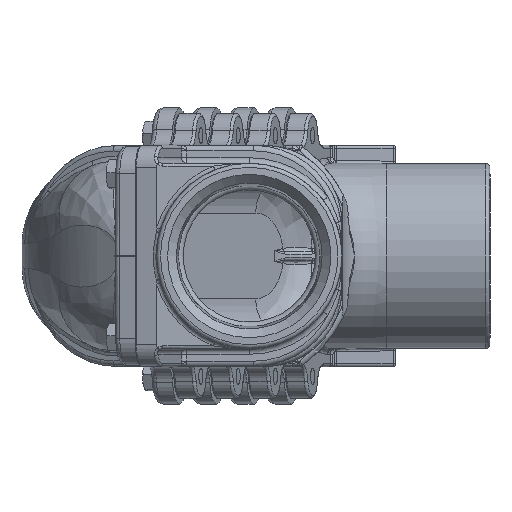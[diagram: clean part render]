
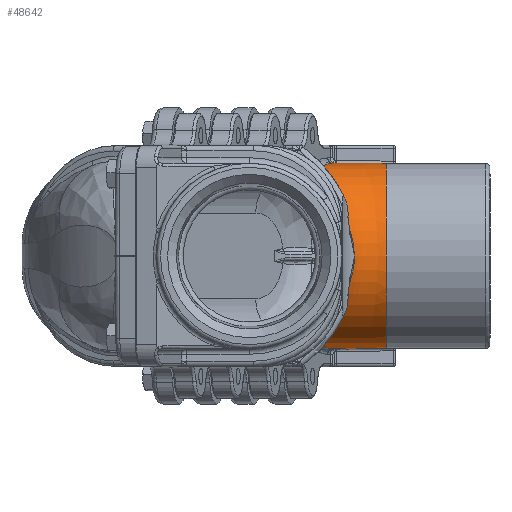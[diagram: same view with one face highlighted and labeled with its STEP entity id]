
A CAD part, left-side view. The second image highlights one B-rep face of the part: STEP entity #48642.
In plain terms, the highlighted toroidal (fillet/blend) face has major radius 78.581 mm and minor radius 53.181 mm.
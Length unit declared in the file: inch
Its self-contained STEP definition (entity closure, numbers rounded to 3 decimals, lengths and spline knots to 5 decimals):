
#324=TOROIDAL_SURFACE('',#51408,3.09375,2.09375);
#2760=B_SPLINE_CURVE_WITH_KNOTS('',3,(#86634,#86635,#86636,#86637,#86638,
#86639),.UNSPECIFIED.,.F.,.F.,(4,2,4),(-0.06783,0.,3.01349),
 .UNSPECIFIED.);
#2773=B_SPLINE_CURVE_WITH_KNOTS('',3,(#86879,#86880,#86881,#86882,#86883,
#86884),.UNSPECIFIED.,.F.,.F.,(4,2,4),(3.09794,6.17854,
6.17988),.UNSPECIFIED.);
#2776=B_SPLINE_CURVE_WITH_KNOTS('',3,(#86948,#86949,#86950,#86951),
 .UNSPECIFIED.,.F.,.F.,(4,4),(-2.80334,0.),.UNSPECIFIED.);
#2777=B_SPLINE_CURVE_WITH_KNOTS('',3,(#86954,#86955,#86956,#86957,#86958,
#86959),.UNSPECIFIED.,.F.,.F.,(4,1,1,4),(-7.44379,-6.54465,
-5.6455,-4.29678),.UNSPECIFIED.);
#2778=B_SPLINE_CURVE_WITH_KNOTS('',3,(#86961,#86962,#86963,#86964,#86965,
#86966),.UNSPECIFIED.,.F.,.F.,(4,1,1,4),(3.53772,4.88779,
5.78783,6.68787),.UNSPECIFIED.);
#2779=B_SPLINE_CURVE_WITH_KNOTS('',3,(#86967,#86968,#86969,#86970),
 .UNSPECIFIED.,.F.,.F.,(4,4),(-12.82278,-10.01944),
 .UNSPECIFIED.);
#2780=B_SPLINE_CURVE_WITH_KNOTS('',3,(#86971,#86972,#86973,#86974,#86975,
#86976,#86977),.UNSPECIFIED.,.F.,.F.,(4,1,1,1,4),(-7.88099,-6.12269,
-4.36439,-2.60609,-1.72694),.UNSPECIFIED.);
#2781=B_SPLINE_CURVE_WITH_KNOTS('',3,(#86978,#86979,#86980,#86981,#86982,
#86983,#86984,#86985),.UNSPECIFIED.,.F.,.F.,(4,1,1,1,1,4),(-6.15503,
-5.27574,-4.39645,-2.63787,-0.87929,
0.),.UNSPECIFIED.);
#7227=FACE_OUTER_BOUND('',#10277,.T.);
#10277=EDGE_LOOP('',(#36313,#36314,#36315,#36316,#36317,#36318,#36319,#36320,
#36321,#36322));
#18936=CIRCLE('',#51381,2.09375);
#18939=CIRCLE('',#51391,2.09375);
#21501=VERTEX_POINT('',#86594);
#21503=VERTEX_POINT('',#86622);
#21504=VERTEX_POINT('',#86627);
#21521=VERTEX_POINT('',#86815);
#21529=VERTEX_POINT('',#86842);
#21530=VERTEX_POINT('',#86874);
#21531=VERTEX_POINT('',#86886);
#21542=VERTEX_POINT('',#86946);
#21543=VERTEX_POINT('',#86953);
#21544=VERTEX_POINT('',#86960);
#26928=EDGE_CURVE('',#21504,#21503,#2760,.T.);
#26946=EDGE_CURVE('',#21521,#21504,#18936,.T.);
#26959=EDGE_CURVE('',#21529,#21521,#18939,.T.);
#26961=EDGE_CURVE('',#21530,#21529,#2773,.T.);
#26978=EDGE_CURVE('',#21542,#21531,#2776,.T.);
#26979=EDGE_CURVE('',#21543,#21542,#2777,.T.);
#26980=EDGE_CURVE('',#21544,#21543,#2778,.T.);
#26981=EDGE_CURVE('',#21501,#21544,#2779,.T.);
#26982=EDGE_CURVE('',#21503,#21501,#2780,.T.);
#26983=EDGE_CURVE('',#21531,#21530,#2781,.T.);
#36313=ORIENTED_EDGE('',*,*,#26979,.F.);
#36314=ORIENTED_EDGE('',*,*,#26980,.F.);
#36315=ORIENTED_EDGE('',*,*,#26981,.F.);
#36316=ORIENTED_EDGE('',*,*,#26982,.F.);
#36317=ORIENTED_EDGE('',*,*,#26928,.F.);
#36318=ORIENTED_EDGE('',*,*,#26946,.F.);
#36319=ORIENTED_EDGE('',*,*,#26959,.F.);
#36320=ORIENTED_EDGE('',*,*,#26961,.F.);
#36321=ORIENTED_EDGE('',*,*,#26983,.F.);
#36322=ORIENTED_EDGE('',*,*,#26978,.F.);
#48642=ADVANCED_FACE('',(#7227),#324,.T.);
#51381=AXIS2_PLACEMENT_3D('',#86817,#55436,#55437);
#51391=AXIS2_PLACEMENT_3D('',#86849,#55456,#55457);
#51408=AXIS2_PLACEMENT_3D('',#86952,#55493,#55494);
#55436=DIRECTION('center_axis',(0.,-1.,0.));
#55437=DIRECTION('ref_axis',(1.,0.,0.));
#55456=DIRECTION('center_axis',(0.,-1.,0.));
#55457=DIRECTION('ref_axis',(1.,0.,0.));
#55493=DIRECTION('center_axis',(0.,0.,-1.));
#55494=DIRECTION('ref_axis',(-1.,0.,0.));
#86594=CARTESIAN_POINT('',(-2.416,-1.2078,-1.78782));
#86622=CARTESIAN_POINT('',(-0.12935,-1.89155,-2.09111));
#86627=CARTESIAN_POINT('',(0.,-3.09375,-2.09375));
#86634=CARTESIAN_POINT('Ctrl Pts',(0.,-3.09375,
-2.09375));
#86635=CARTESIAN_POINT('Ctrl Pts',(0.00001,-3.08707,
-2.09375));
#86636=CARTESIAN_POINT('Ctrl Pts',(-0.00002,-3.07595,
-2.09375));
#86637=CARTESIAN_POINT('Ctrl Pts',(-0.00188,-2.67141,
-2.09363));
#86638=CARTESIAN_POINT('Ctrl Pts',(-0.04641,-2.27669,
-2.09452));
#86639=CARTESIAN_POINT('Ctrl Pts',(-0.12935,-1.89155,
-2.09111));
#86815=CARTESIAN_POINT('',(-2.09375,-3.09375,0.));
#86817=CARTESIAN_POINT('Origin',(0.,-3.09375,0.));
#86842=CARTESIAN_POINT('',(0.,-3.09375,2.09375));
#86849=CARTESIAN_POINT('Origin',(0.,-3.09375,0.));
#86874=CARTESIAN_POINT('',(-0.12935,-1.89155,2.09111));
#86879=CARTESIAN_POINT('Ctrl Pts',(-0.12935,-1.89155,
2.09111));
#86880=CARTESIAN_POINT('Ctrl Pts',(-0.04456,-2.28527,
2.0946));
#86881=CARTESIAN_POINT('Ctrl Pts',(0.0001,-2.68883,
2.09356));
#86882=CARTESIAN_POINT('Ctrl Pts',(0.,-3.0934,
2.09375));
#86883=CARTESIAN_POINT('Ctrl Pts',(0.,-3.09357,
2.09375));
#86884=CARTESIAN_POINT('Ctrl Pts',(0.,-3.09375,
2.09375));
#86886=CARTESIAN_POINT('',(-2.416,-1.2078,1.78782));
#86946=CARTESIAN_POINT('',(-2.38,-1.99489,1.09689));
#86948=CARTESIAN_POINT('Ctrl Pts',(-2.38,-1.99489,1.09689));
#86949=CARTESIAN_POINT('Ctrl Pts',(-2.39439,-1.7803,
1.37674));
#86950=CARTESIAN_POINT('Ctrl Pts',(-2.40687,-1.51223,
1.61508));
#86951=CARTESIAN_POINT('Ctrl Pts',(-2.416,-1.2078,
1.78782));
#86952=CARTESIAN_POINT('Origin',(-3.09375,-3.09375,0.));
#86953=CARTESIAN_POINT('',(-2.39722,-2.37622,0.));
#86954=CARTESIAN_POINT('Ctrl Pts',(-2.39722,-2.37622,
0.));
#86955=CARTESIAN_POINT('Ctrl Pts',(-2.39722,-2.37622,
0.11146));
#86956=CARTESIAN_POINT('Ctrl Pts',(-2.39338,-2.35459,
0.33527));
#86957=CARTESIAN_POINT('Ctrl Pts',(-2.37859,-2.24311,0.71246));
#86958=CARTESIAN_POINT('Ctrl Pts',(-2.37308,-2.09816,
0.9622));
#86959=CARTESIAN_POINT('Ctrl Pts',(-2.38,-1.99489,
1.09689));
#86960=CARTESIAN_POINT('',(-2.38,-1.99489,-1.09689));
#86961=CARTESIAN_POINT('Ctrl Pts',(-2.38,-1.99489,
-1.09689));
#86962=CARTESIAN_POINT('Ctrl Pts',(-2.37307,-2.09827,
-0.96207));
#86963=CARTESIAN_POINT('Ctrl Pts',(-2.37861,-2.2433,
-0.71223));
#86964=CARTESIAN_POINT('Ctrl Pts',(-2.3934,-2.35474,-0.33437));
#86965=CARTESIAN_POINT('Ctrl Pts',(-2.39722,-2.37622,
-0.11146));
#86966=CARTESIAN_POINT('Ctrl Pts',(-2.39722,-2.37622,
0.));
#86967=CARTESIAN_POINT('Ctrl Pts',(-2.416,-1.2078,
-1.78782));
#86968=CARTESIAN_POINT('Ctrl Pts',(-2.40687,-1.51223,
-1.61508));
#86969=CARTESIAN_POINT('Ctrl Pts',(-2.39439,-1.7803,
-1.37674));
#86970=CARTESIAN_POINT('Ctrl Pts',(-2.38,-1.99489,
-1.09689));
#86971=CARTESIAN_POINT('Ctrl Pts',(-0.12935,-1.89155,
-2.09111));
#86972=CARTESIAN_POINT('Ctrl Pts',(-0.34235,-1.82823,
-2.09984));
#86973=CARTESIAN_POINT('Ctrl Pts',(-0.77144,-1.69914,
-2.07268));
#86974=CARTESIAN_POINT('Ctrl Pts',(-1.41212,-1.50252,
-1.94529));
#86975=CARTESIAN_POINT('Ctrl Pts',(-1.95892,-1.33673,-1.82774));
#86976=CARTESIAN_POINT('Ctrl Pts',(-2.3012,-1.23945,
-1.79333));
#86977=CARTESIAN_POINT('Ctrl Pts',(-2.416,-1.2078,
-1.78782));
#86978=CARTESIAN_POINT('Ctrl Pts',(-2.416,-1.2078,
1.78782));
#86979=CARTESIAN_POINT('Ctrl Pts',(-2.30121,-1.23945,
1.79333));
#86980=CARTESIAN_POINT('Ctrl Pts',(-2.07335,-1.30417,
1.81608));
#86981=CARTESIAN_POINT('Ctrl Pts',(-1.62927,-1.43605,
1.89459));
#86982=CARTESIAN_POINT('Ctrl Pts',(-1.09173,-1.60114,
2.01609));
#86983=CARTESIAN_POINT('Ctrl Pts',(-0.5573,-1.76378,
2.092));
#86984=CARTESIAN_POINT('Ctrl Pts',(-0.23586,-1.85988,
2.09547));
#86985=CARTESIAN_POINT('Ctrl Pts',(-0.12935,-1.89155,
2.09111));
